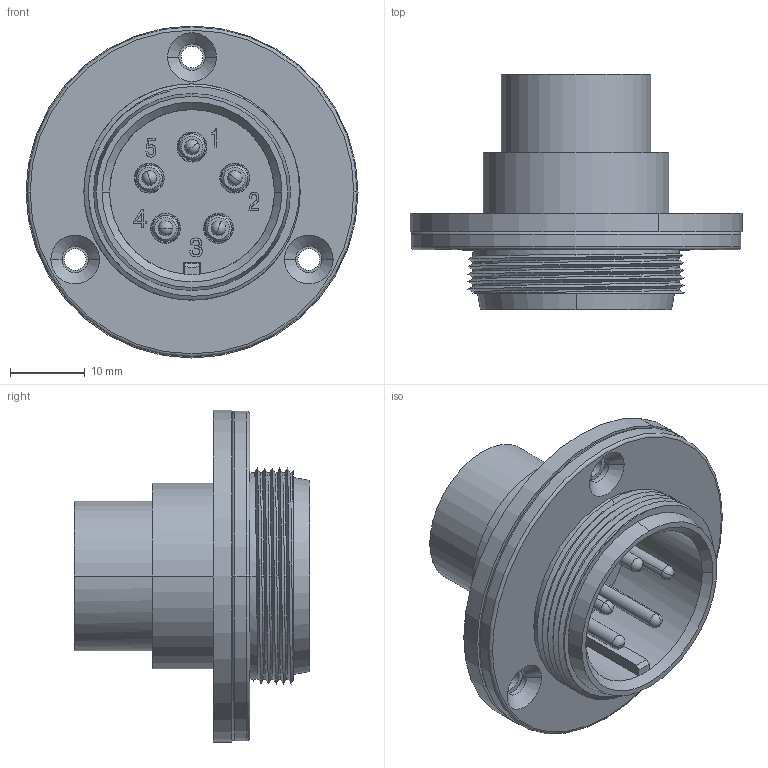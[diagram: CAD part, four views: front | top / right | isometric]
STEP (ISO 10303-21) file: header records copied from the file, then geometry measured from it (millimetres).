
FILE_DESCRIPTION((''),'2;1');
FILE_NAME('HY-Z2505-S01E0-GM_SW0003','2017-08-03T',('tc.chen'),(''),'PRO/ENGINEER BY PARAMETRIC TECHNOLOGY CORPORATION, 2012480','PRO/ENGINEER BY PARAMETRIC TECHNOLOGY CORPORATION, 2012480','');
FILE_SCHEMA(('AUTOMOTIVE_DESIGN { 1 0 10303 214 1 1 1 1 }'));
Length unit declared in the file: millimetre
Products named in the file (1): HY-Z2505-S01E0-GM_SW0003
Bounding box: 44.3 x 31.43 x 44.3 mm (x, y, z)
Volume: 12434.6 mm3; surface area: 11852.3 mm2
Topology: 1 solids, 1 shells, 702 faces, 1727 edges, 1072 vertices
Faces by surface type: plane 318, cylinder 168, cone 112, extrusion 54, torus 34, sphere 10, bspline 6
Entity records: 25966 total; most frequent: CARTESIAN_POINT 5965, DIRECTION 3611, ORIENTED_EDGE 3414, EDGE_CURVE 1707, AXIS2_PLACEMENT_3D 1351, VERTEX_POINT 1072, VECTOR 909, LINE 855
